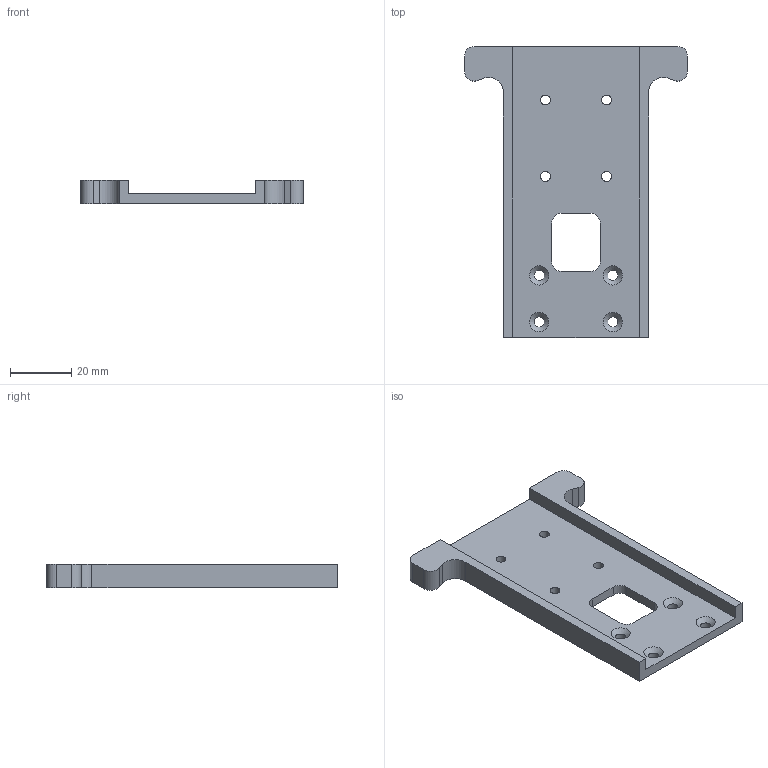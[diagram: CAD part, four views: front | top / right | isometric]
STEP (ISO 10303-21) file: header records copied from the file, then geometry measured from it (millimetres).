
FILE_DESCRIPTION(/* description */ ('NP2 WD ADJUST PLATE'),/* implementation_level */ '2;1');
FILE_NAME(/* name */ 'J009975 NP2 WD ADJUST PLATE Rev -.stp',/* time_stamp */ '2021-08-02T14:25:21-04:00',/* author */ ('arnoldj'),/* organization */ (''),/* preprocessor_version */ 'ST-DEVELOPER v18',/* originating_system */ 'Autodesk Inventor 2020',/* authorisation */ '');
FILE_SCHEMA (('AUTOMOTIVE_DESIGN { 1 0 10303 214 3 1 1 }'));
Length unit declared in the file: inch
Products named in the file (1): J009975
Bounding box: 73.03 x 95.25 x 7.62 mm (x, y, z)
Volume: 17948.2 mm3; surface area: 12326.3 mm2
Topology: 1 solids, 1 shells, 40 faces, 128 edges, 96 vertices
Faces by surface type: cylinder 18, plane 18, cone 4
Full cylindrical faces by diameter (mm): 3.242 x4, 3.404 x4
Entity records: 1522 total; most frequent: CARTESIAN_POINT 259, DIRECTION 256, ORIENTED_EDGE 244, EDGE_CURVE 122, AXIS2_PLACEMENT_3D 93, VERTEX_POINT 84, LINE 70, VECTOR 70
